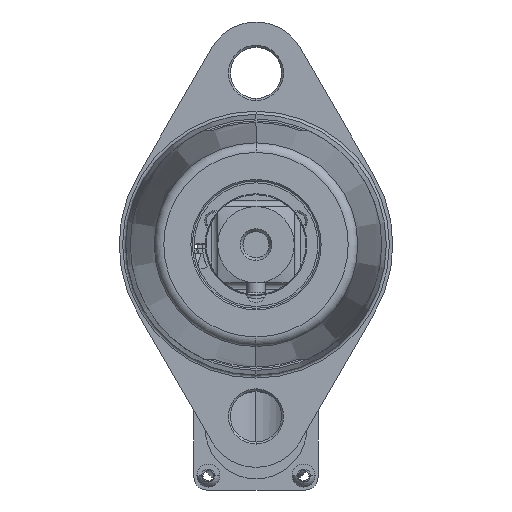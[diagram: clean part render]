
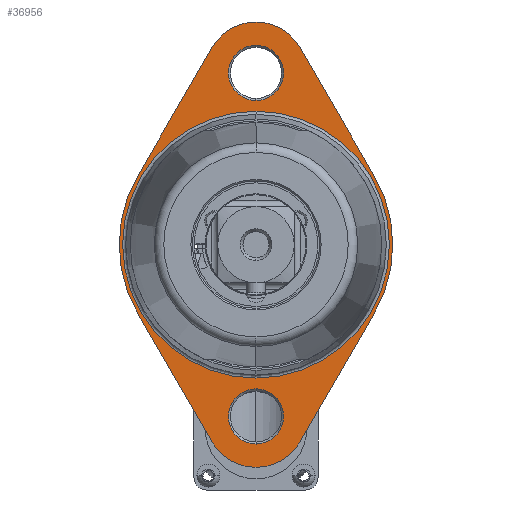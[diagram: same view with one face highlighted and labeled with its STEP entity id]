
A CAD part, left-side view. The second image highlights one B-rep face of the part: STEP entity #36956.
In plain terms, the highlighted planar face has unit normal (-1, 0, 0).
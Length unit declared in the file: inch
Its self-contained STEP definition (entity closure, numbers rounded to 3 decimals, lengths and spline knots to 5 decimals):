
#36115=CARTESIAN_POINT('',(-17.5279,0.005,-1.6875));
#36116=DIRECTION('',(-1.,0.,0.));
#36117=DIRECTION('',(0.,0.866,-0.5));
#36118=AXIS2_PLACEMENT_3D('',#36115,#36116,#36117);
#36120=DIRECTION('',(0.,-0.5,-0.866));
#36121=VECTOR('',#36120,1.46127);
#36122=CARTESIAN_POINT('',(-17.5279,1.16882,-0.6722));
#36123=LINE('',#36122,#36121);
#36124=CARTESIAN_POINT('',(-17.5279,0.005,0.));
#36125=DIRECTION('',(-1.,0.,0.));
#36126=DIRECTION('',(0.,0.866,0.5));
#36127=AXIS2_PLACEMENT_3D('',#36124,#36125,#36126);
#36129=DIRECTION('',(0.,0.5,-0.866));
#36130=VECTOR('',#36129,1.46127);
#36131=CARTESIAN_POINT('',(-17.5279,0.43797,1.93757));
#36132=LINE('',#36131,#36130);
#36133=CARTESIAN_POINT('',(-17.5279,0.005,1.6875));
#36134=DIRECTION('',(-1.,0.,0.));
#36135=DIRECTION('',(0.,-0.866,0.5));
#36136=AXIS2_PLACEMENT_3D('',#36133,#36134,#36135);
#36138=DIRECTION('',(0.,0.5,0.866));
#36139=VECTOR('',#36138,1.46127);
#36140=CARTESIAN_POINT('',(-17.5279,-1.15882,0.6722));
#36141=LINE('',#36140,#36139);
#36142=CARTESIAN_POINT('',(-17.5279,0.005,0.));
#36143=DIRECTION('',(-1.,0.,0.));
#36144=DIRECTION('',(0.,-0.866,-0.5));
#36145=AXIS2_PLACEMENT_3D('',#36142,#36143,#36144);
#36147=DIRECTION('',(0.,-0.5,0.866));
#36148=VECTOR('',#36147,1.46127);
#36149=CARTESIAN_POINT('',(-17.5279,-0.42797,-1.93757));
#36150=LINE('',#36149,#36148);
#36247=CARTESIAN_POINT('',(-17.5279,0.005,1.6875));
#36248=DIRECTION('',(1.,0.,0.));
#36249=DIRECTION('',(0.,0.,-1.));
#36250=AXIS2_PLACEMENT_3D('',#36247,#36248,#36249);
#36257=CARTESIAN_POINT('',(-17.5279,0.005,1.6875));
#36258=DIRECTION('',(1.,0.,0.));
#36259=DIRECTION('',(0.,0.,1.));
#36260=AXIS2_PLACEMENT_3D('',#36257,#36258,#36259);
#36275=CARTESIAN_POINT('',(-17.5279,0.005,-1.6875));
#36276=DIRECTION('',(-1.,0.,0.));
#36277=DIRECTION('',(0.,0.,1.));
#36278=AXIS2_PLACEMENT_3D('',#36275,#36276,#36277);
#36285=CARTESIAN_POINT('',(-17.5279,0.005,-1.6875));
#36286=DIRECTION('',(-1.,0.,0.));
#36287=DIRECTION('',(0.,0.,-1.));
#36288=AXIS2_PLACEMENT_3D('',#36285,#36286,#36287);
#36333=CARTESIAN_POINT('',(-17.5279,0.005,0.));
#36334=DIRECTION('',(-1.,0.,0.));
#36335=DIRECTION('',(0.,0.,1.));
#36336=AXIS2_PLACEMENT_3D('',#36333,#36334,#36335);
#36348=CARTESIAN_POINT('',(-17.5279,0.005,0.));
#36349=DIRECTION('',(-1.,0.,0.));
#36350=DIRECTION('',(0.,0.,-1.));
#36351=AXIS2_PLACEMENT_3D('',#36348,#36349,#36350);
#36519=CARTESIAN_POINT('',(-17.5279,0.43797,-1.93757));
#36520=CARTESIAN_POINT('',(-17.5279,-0.42797,-1.93757));
#36521=VERTEX_POINT('',#36519);
#36522=VERTEX_POINT('',#36520);
#36523=CARTESIAN_POINT('',(-17.5279,-1.15882,-0.6722));
#36524=VERTEX_POINT('',#36523);
#36525=CARTESIAN_POINT('',(-17.5279,-1.15882,0.6722));
#36526=VERTEX_POINT('',#36525);
#36527=CARTESIAN_POINT('',(-17.5279,-0.42797,1.93757));
#36528=VERTEX_POINT('',#36527);
#36529=CARTESIAN_POINT('',(-17.5279,0.43797,1.93757));
#36530=VERTEX_POINT('',#36529);
#36531=CARTESIAN_POINT('',(-17.5279,1.16882,0.6722));
#36532=VERTEX_POINT('',#36531);
#36533=CARTESIAN_POINT('',(-17.5279,1.16882,-0.6722));
#36534=VERTEX_POINT('',#36533);
#36551=CARTESIAN_POINT('',(-17.5279,0.005,1.4165));
#36552=CARTESIAN_POINT('',(-17.5279,0.005,1.9585));
#36553=VERTEX_POINT('',#36551);
#36554=VERTEX_POINT('',#36552);
#36559=CARTESIAN_POINT('',(-17.5279,0.005,-1.4165));
#36560=CARTESIAN_POINT('',(-17.5279,0.005,-1.9585));
#36561=VERTEX_POINT('',#36559);
#36562=VERTEX_POINT('',#36560);
#36575=CARTESIAN_POINT('',(-17.5279,0.005,1.3105));
#36576=CARTESIAN_POINT('',(-17.5279,0.005,-1.3105));
#36577=VERTEX_POINT('',#36575);
#36578=VERTEX_POINT('',#36576);
#36915=CARTESIAN_POINT('',(-17.5279,0.005,0.));
#36916=DIRECTION('',(-1.,0.,0.));
#36917=DIRECTION('',(0.,1.,0.));
#36918=AXIS2_PLACEMENT_3D('',#36915,#36916,#36917);
#36919=PLANE('',#36918);
#36921=ORIENTED_EDGE('',*,*,#36920,.F.);
#36923=ORIENTED_EDGE('',*,*,#36922,.F.);
#36925=ORIENTED_EDGE('',*,*,#36924,.F.);
#36927=ORIENTED_EDGE('',*,*,#36926,.F.);
#36929=ORIENTED_EDGE('',*,*,#36928,.F.);
#36931=ORIENTED_EDGE('',*,*,#36930,.F.);
#36933=ORIENTED_EDGE('',*,*,#36932,.F.);
#36935=ORIENTED_EDGE('',*,*,#36934,.F.);
#36936=EDGE_LOOP('',(#36921,#36923,#36925,#36927,#36929,#36931,#36933,#36935));
#36937=FACE_OUTER_BOUND('',#36936,.F.);
#36939=ORIENTED_EDGE('',*,*,#36938,.T.);
#36941=ORIENTED_EDGE('',*,*,#36940,.T.);
#36942=EDGE_LOOP('',(#36939,#36941));
#36943=FACE_BOUND('',#36942,.F.);
#36945=ORIENTED_EDGE('',*,*,#36944,.F.);
#36947=ORIENTED_EDGE('',*,*,#36946,.F.);
#36948=EDGE_LOOP('',(#36945,#36947));
#36949=FACE_BOUND('',#36948,.F.);
#36951=ORIENTED_EDGE('',*,*,#36950,.T.);
#36953=ORIENTED_EDGE('',*,*,#36952,.T.);
#36954=EDGE_LOOP('',(#36951,#36953));
#36955=FACE_BOUND('',#36954,.F.);
#36956=ADVANCED_FACE('',(#36937,#36943,#36949,#36955),#36919,.T.);
#36119=CIRCLE('',#36118,0.5);
#36128=CIRCLE('',#36127,1.344);
#36137=CIRCLE('',#36136,0.5);
#36146=CIRCLE('',#36145,1.344);
#36251=CIRCLE('',#36250,0.271);
#36261=CIRCLE('',#36260,0.271);
#36279=CIRCLE('',#36278,0.271);
#36289=CIRCLE('',#36288,0.271);
#36337=CIRCLE('',#36336,1.3105);
#36352=CIRCLE('',#36351,1.3105);
#36920=EDGE_CURVE('',#36521,#36522,#36119,.T.);
#36922=EDGE_CURVE('',#36534,#36521,#36123,.T.);
#36924=EDGE_CURVE('',#36532,#36534,#36128,.T.);
#36926=EDGE_CURVE('',#36530,#36532,#36132,.T.);
#36928=EDGE_CURVE('',#36528,#36530,#36137,.T.);
#36930=EDGE_CURVE('',#36526,#36528,#36141,.T.);
#36932=EDGE_CURVE('',#36524,#36526,#36146,.T.);
#36934=EDGE_CURVE('',#36522,#36524,#36150,.T.);
#36938=EDGE_CURVE('',#36561,#36562,#36279,.T.);
#36940=EDGE_CURVE('',#36562,#36561,#36289,.T.);
#36944=EDGE_CURVE('',#36553,#36554,#36251,.T.);
#36946=EDGE_CURVE('',#36554,#36553,#36261,.T.);
#36950=EDGE_CURVE('',#36577,#36578,#36337,.T.);
#36952=EDGE_CURVE('',#36578,#36577,#36352,.T.);
